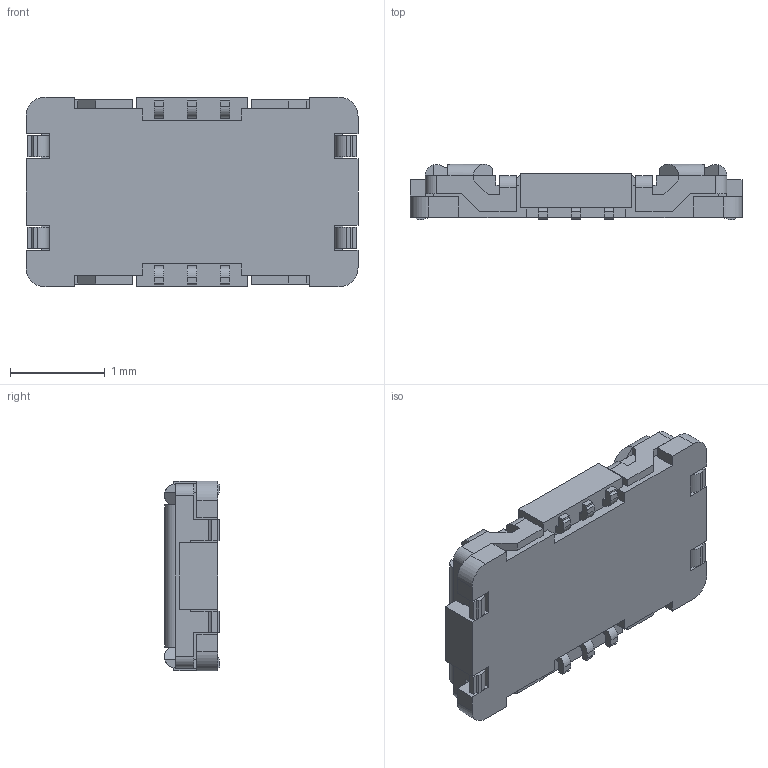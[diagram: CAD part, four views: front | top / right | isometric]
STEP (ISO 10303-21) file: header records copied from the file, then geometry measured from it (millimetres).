
FILE_DESCRIPTION((''),'2;1');
FILE_NAME('5050660622','2019-03-29T',('gga'),(''),'PRO/ENGINEER BY PARAMETRIC TECHNOLOGY CORPORATION, 2016010','PRO/ENGINEER BY PARAMETRIC TECHNOLOGY CORPORATION, 2016010','');
FILE_SCHEMA(('CONFIG_CONTROL_DESIGN'));
Length unit declared in the file: millimetre
Products named in the file (1): 5050660622
Bounding box: 3.5 x 0.58 x 2 mm (x, y, z)
Volume: 2.2 mm3; surface area: 27.4 mm2
Topology: 1 solids, 1 shells, 409 faces, 1192 edges, 800 vertices
Faces by surface type: plane 345, cylinder 64
Entity records: 13342 total; most frequent: CARTESIAN_POINT 2441, ORIENTED_EDGE 2304, DIRECTION 2100, EDGE_CURVE 1152, VECTOR 1056, LINE 1056, VERTEX_POINT 760, AXIS2_PLACEMENT_3D 522
